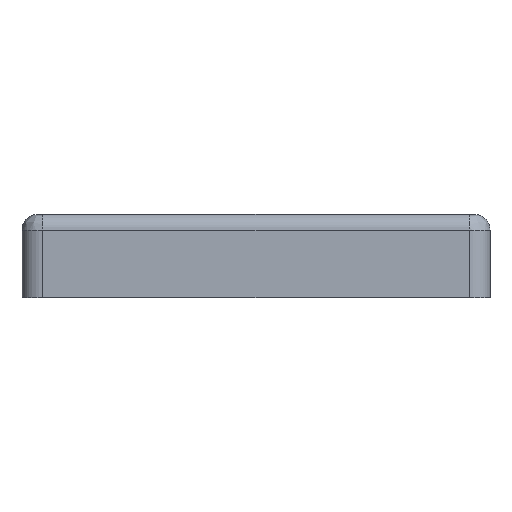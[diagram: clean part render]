
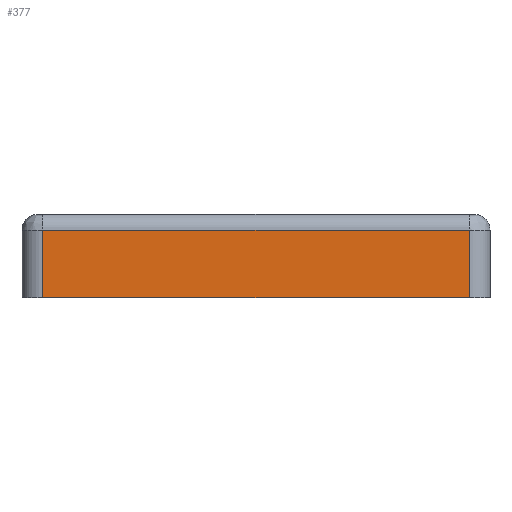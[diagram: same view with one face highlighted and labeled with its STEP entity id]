
A CAD part, front view. The second image highlights one B-rep face of the part: STEP entity #377.
In plain terms, the highlighted planar face has unit normal (0, -1, 0).
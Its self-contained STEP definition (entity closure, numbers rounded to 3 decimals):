
#377=ADVANCED_FACE('NONE',(#876),#877,.F.);
#876=FACE_OUTER_BOUND('',#2119,.T.);
#877=PLANE('',#2120);
#2119=EDGE_LOOP('',(#3905,#3906,#3907,#3908));
#2120=AXIS2_PLACEMENT_3D('',#3909,#3910,#3911);
#3905=ORIENTED_EDGE('',*,*,#5222,.F.);
#3906=ORIENTED_EDGE('',*,*,#5248,.F.);
#3907=ORIENTED_EDGE('',*,*,#5249,.F.);
#3908=ORIENTED_EDGE('',*,*,#5250,.F.);
#3909=CARTESIAN_POINT('',(-45.0,-45.0,16.0));
#3910=DIRECTION('',(0.0,1.0,0.0));
#3911=DIRECTION('',(1.0,0.0,-0.0));
#5222=EDGE_CURVE('NONE',#6107,#6105,#6109,.T.);
#5248=EDGE_CURVE('NONE',#6141,#6107,#6142,.T.);
#5249=EDGE_CURVE('NONE',#6143,#6141,#6144,.T.);
#5250=EDGE_CURVE('NONE',#6105,#6143,#6145,.T.);
#6105=VERTEX_POINT('NONE',#7980);
#6107=VERTEX_POINT('NONE',#7982);
#6109=LINE('',#7984,#7985);
#6141=VERTEX_POINT('NONE',#8020);
#6142=LINE('',#8021,#8022);
#6143=VERTEX_POINT('NONE',#8023);
#6144=LINE('',#8024,#8025);
#6145=LINE('',#8026,#8027);
#7980=CARTESIAN_POINT('',(41.0,-45.0,13.0));
#7982=CARTESIAN_POINT('',(-41.0,-45.0,13.0));
#7984=CARTESIAN_POINT('',(-45.0,-45.0,13.0));
#7985=VECTOR('',#9335,1000.0);
#8020=CARTESIAN_POINT('',(-41.0,-45.0,0.0));
#8021=CARTESIAN_POINT('',(-41.0,-45.0,16.0));
#8022=VECTOR('',#9375,1000.0);
#8023=CARTESIAN_POINT('',(41.0,-45.0,0.0));
#8024=CARTESIAN_POINT('',(-45.0,-45.0,0.0));
#8025=VECTOR('',#9376,1000.0);
#8026=CARTESIAN_POINT('',(41.0,-45.0,16.0));
#8027=VECTOR('',#9377,1000.0);
#9335=DIRECTION('',(1.0,-0.0,-0.0));
#9375=DIRECTION('',(0.0,-0.0,1.0));
#9376=DIRECTION('',(-1.0,-0.0,0.0));
#9377=DIRECTION('',(-0.0,0.0,-1.0));
